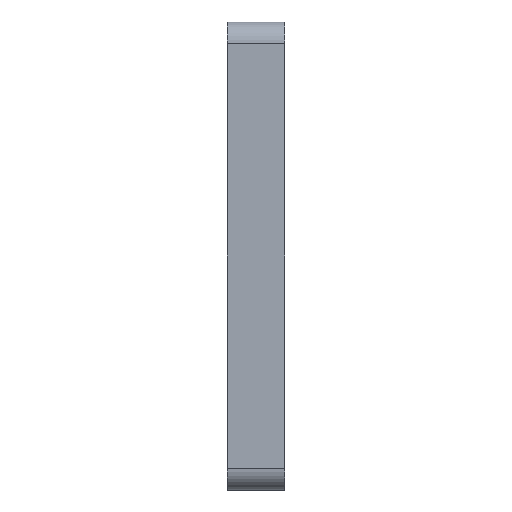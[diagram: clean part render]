
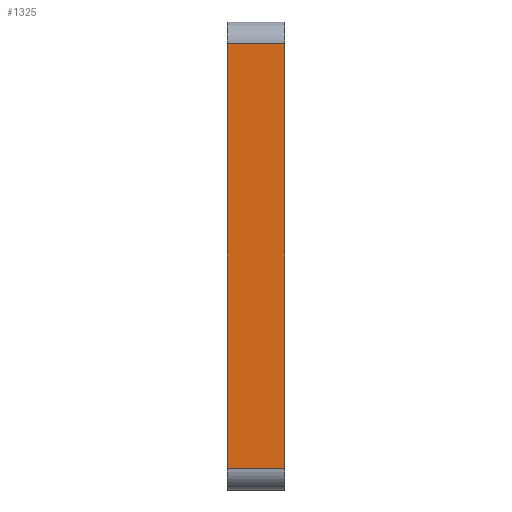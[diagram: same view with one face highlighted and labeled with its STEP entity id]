
A CAD part, left-side view. The second image highlights one B-rep face of the part: STEP entity #1325.
In plain terms, the highlighted planar face has unit normal (-1, 0, 0).
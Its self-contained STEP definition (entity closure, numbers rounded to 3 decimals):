
#93 = CARTESIAN_POINT ( 'NONE',  ( -32.5, 8., -32.5 ) ) ;
#189 = VECTOR ( 'NONE', #1464, 1000. ) ;
#243 = LINE ( 'NONE', #736, #2052 ) ;
#344 = EDGE_CURVE ( 'NONE', #2019, #636, #1893, .T. ) ;
#413 = CARTESIAN_POINT ( 'NONE',  ( -32.5, 0., 29.5 ) ) ;
#463 = CARTESIAN_POINT ( 'NONE',  ( -32.5, 8., 29.5 ) ) ;
#484 = VERTEX_POINT ( 'NONE', #413 ) ;
#500 = VECTOR ( 'NONE', #1328, 1000. ) ;
#537 = CARTESIAN_POINT ( 'NONE',  ( -32.5, 0., -32.5 ) ) ;
#630 = ORIENTED_EDGE ( 'NONE', *, *, #1789, .T. ) ;
#636 = VERTEX_POINT ( 'NONE', #2055 ) ;
#708 = ORIENTED_EDGE ( 'NONE', *, *, #344, .T. ) ;
#736 = CARTESIAN_POINT ( 'NONE',  ( -32.5, 8., -32.5 ) ) ;
#764 = CARTESIAN_POINT ( 'NONE',  ( -32.5, 8., 29.5 ) ) ;
#787 = VECTOR ( 'NONE', #1061, 1000. ) ;
#821 = ORIENTED_EDGE ( 'NONE', *, *, #1612, .T. ) ;
#840 = LINE ( 'NONE', #764, #500 ) ;
#1061 = DIRECTION ( 'NONE',  ( 0., -1., 0. ) ) ;
#1109 = DIRECTION ( 'NONE',  ( 0., 0., 1. ) ) ;
#1325 = ADVANCED_FACE ( 'NONE', ( #1488 ), #2051, .F. ) ;
#1328 = DIRECTION ( 'NONE',  ( 0., 1., 0. ) ) ;
#1370 = VERTEX_POINT ( 'NONE', #463 ) ;
#1464 = DIRECTION ( 'NONE',  ( 0., 0., 1. ) ) ;
#1488 = FACE_OUTER_BOUND ( 'NONE', #2216, .T. ) ;
#1526 = DIRECTION ( 'NONE',  ( 1., 0., 0. ) ) ;
#1574 = LINE ( 'NONE', #537, #189 ) ;
#1589 = CARTESIAN_POINT ( 'NONE',  ( -32.5, 8., -29.5 ) ) ;
#1612 = EDGE_CURVE ( 'NONE', #636, #484, #1574, .T. ) ;
#1683 = DIRECTION ( 'NONE',  ( 0., 0., -1. ) ) ;
#1721 = ORIENTED_EDGE ( 'NONE', *, *, #2332, .F. ) ;
#1789 = EDGE_CURVE ( 'NONE', #484, #1370, #840, .T. ) ;
#1893 = LINE ( 'NONE', #1589, #787 ) ;
#1894 = AXIS2_PLACEMENT_3D ( 'NONE', #93, #1526, #1683 ) ;
#2019 = VERTEX_POINT ( 'NONE', #2102 ) ;
#2051 = PLANE ( 'NONE',  #1894 ) ;
#2052 = VECTOR ( 'NONE', #1109, 1000. ) ;
#2055 = CARTESIAN_POINT ( 'NONE',  ( -32.5, 0., -29.5 ) ) ;
#2102 = CARTESIAN_POINT ( 'NONE',  ( -32.5, 8., -29.5 ) ) ;
#2216 = EDGE_LOOP ( 'NONE', ( #1721, #708, #821, #630 ) ) ;
#2332 = EDGE_CURVE ( 'NONE', #2019, #1370, #243, .T. ) ;
